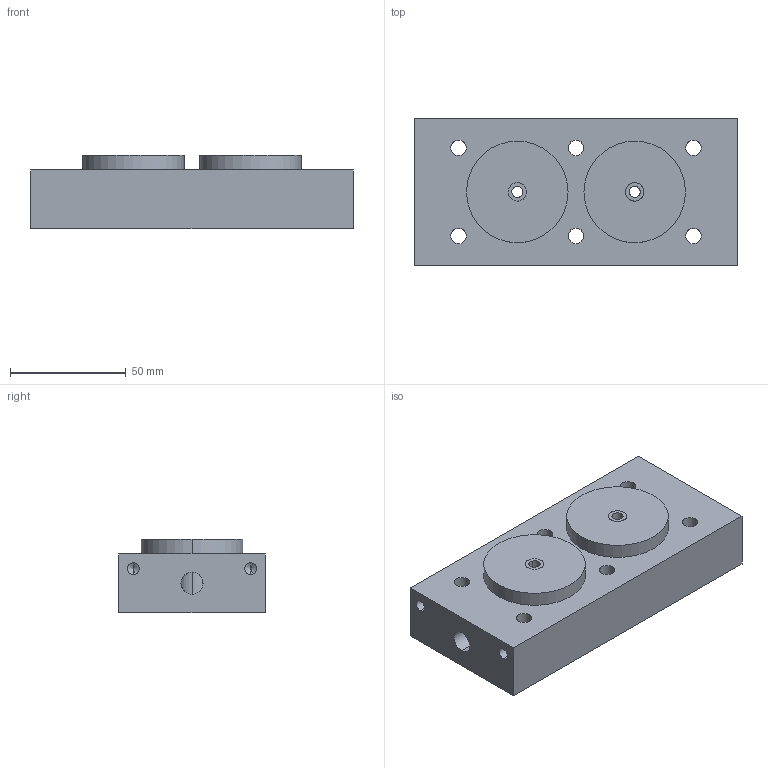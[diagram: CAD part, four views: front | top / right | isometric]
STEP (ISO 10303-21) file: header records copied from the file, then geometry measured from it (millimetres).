
FILE_DESCRIPTION((''),'2;1');
FILE_NAME('CYLINDER_HEAD_BUSHING_ASSEMBL___ASM','2016-12-07T',('cxl300'),(''),'PRO/ENGINEER BY PARAMETRIC TECHNOLOGY CORPORATION, 2013230','PRO/ENGINEER BY PARAMETRIC TECHNOLOGY CORPORATION, 2013230','');
FILE_SCHEMA(('CONFIG_CONTROL_DESIGN','GEOMETRIC_VALIDATION_PROPERTIES_MIM'));
Length unit declared in the file: millimetre
Products named in the file (4): CYLINDER_HEAD__LOWER_2_SLDPRT__; CYLINDER_HEAD_LOWER_ASSY_2_SL___ASM; BUSHING_PISTON_2_ASS_Y_SLDPRT__; CYLINDER_HEAD_BUSHING_ASSEMBL___ASM
Assembly tree (6 placements, depth 3):
  CYLINDER_HEAD_BUSHING_ASSEMBL___ASM
    CYLINDER_HEAD_LOWER_ASSY_2_SL___ASM
      CYLINDER_HEAD__LOWER_2_SLDPRT__
    BUSHING_PISTON_2_ASS_Y_SLDPRT__  x4
Bounding box: 139.7 x 63.5 x 31.75 mm (x, y, z)
Volume: 218292.3 mm3; surface area: 42143 mm2
Topology: 5 solids, 5 shells, 90 faces, 212 edges, 134 vertices
Faces by surface type: cylinder 60, plane 22, cone 8
Entity records: 2500 total; most frequent: CARTESIAN_POINT 466, DIRECTION 420, ORIENTED_EDGE 336, AXIS2_PLACEMENT_3D 175, EDGE_CURVE 168, VERTEX_POINT 110, EDGE_LOOP 104, CIRCLE 92
